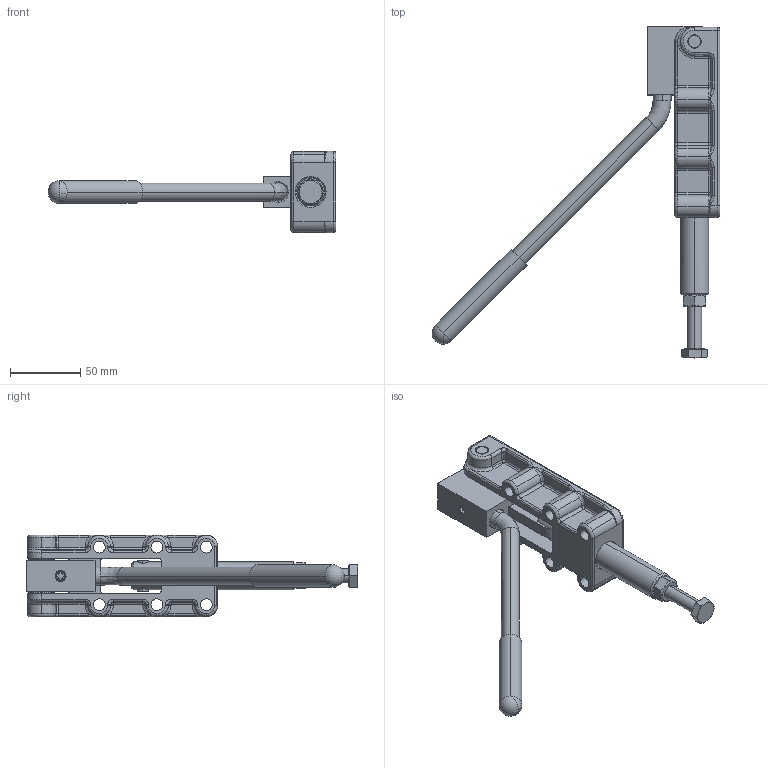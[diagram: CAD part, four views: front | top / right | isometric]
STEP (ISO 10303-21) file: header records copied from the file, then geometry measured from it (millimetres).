
FILE_DESCRIPTION((''),'2;1');
FILE_NAME('CP85-90.stp','2011-01-20T15:15:32',('carl'),(''),'Autodesk Inventor 8','Autodesk Inventor 8','');
FILE_SCHEMA(('AUTOMOTIVE_DESIGN { 1 0 10303 214 1 1 1 1 }'));
Length unit declared in the file: millimetre
Products named in the file (8): CP85-90; CP85-90 BODY; CP85-90 HANDLE BLOCK ASSEMBLY; CP85-90 PLUNGER ASSEMBLY; CP85-90 LINK; CP85-90 HANDLE; ISO 4032 - M10; ISO 4017  (Regular Thread) M10 x 75
Assembly tree (7 placements, depth 2):
  CP85-90
    CP85-90 BODY
    CP85-90 HANDLE BLOCK ASSEMBLY
    CP85-90 PLUNGER ASSEMBLY
    CP85-90 LINK
    CP85-90 HANDLE
    ISO 4032 - M10
    ISO 4017  (Regular Thread) M10 x 75
Bounding box: 204.46 x 235.81 x 58.1 mm (x, y, z)
Volume: 236708.9 mm3; surface area: 81815.5 mm2
Topology: 8 solids, 8 shells, 489 faces, 1238 edges, 750 vertices
Faces by surface type: cylinder 197, bspline 110, cone 94, plane 86, sphere 2
Entity records: 54213 total; most frequent: CARTESIAN_POINT 43266, ORIENTED_EDGE 2436, DIRECTION 2065, EDGE_CURVE 1218, AXIS2_PLACEMENT_3D 809, VERTEX_POINT 750, EDGE_LOOP 528, FACE_OUTER_BOUND 489
